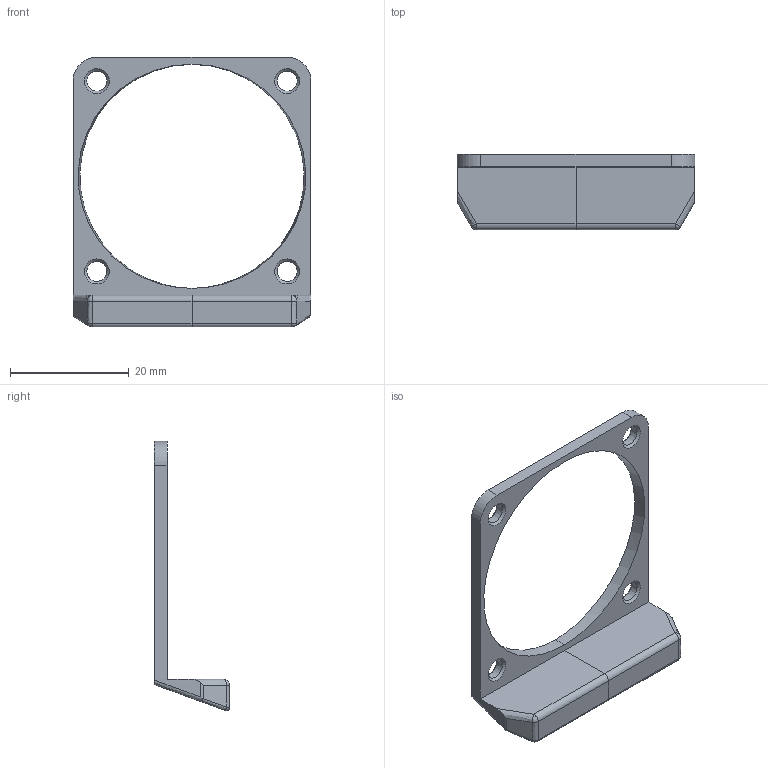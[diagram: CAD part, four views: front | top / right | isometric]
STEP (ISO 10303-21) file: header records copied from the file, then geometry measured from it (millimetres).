
FILE_DESCRIPTION(/* description */ (''),/* implementation_level */ '2;1');
FILE_NAME(/* name */ 'Led Light Strip Mount.step',/* time_stamp */ '2024-02-01T21:42:16Z',/* author */ (''),/* organization */ (''),/* preprocessor_version */ 'ST-DEVELOPER v20',/* originating_system */ 'Autodesk Translation Framework v12.14.0.127',/* authorisation */ '');
FILE_SCHEMA (('AUTOMOTIVE_DESIGN { 1 0 10303 214 3 1 1 }'));
Length unit declared in the file: millimetre
Products named in the file (1): (Unsaved)
Bounding box: 40 x 12.63 x 45.29 mm (x, y, z)
Volume: 2447 mm3; surface area: 2636 mm2
Topology: 1 solids, 1 shells, 48 faces, 131 edges, 84 vertices
Faces by surface type: bspline 14, cone 14, plane 10, cylinder 8, sphere 2
Entity records: 2246 total; most frequent: CARTESIAN_POINT 1082, ORIENTED_EDGE 262, DIRECTION 188, EDGE_CURVE 131, VERTEX_POINT 84, AXIS2_PLACEMENT_3D 74, EDGE_LOOP 57, B_SPLINE_CURVE_WITH_KNOTS 52
